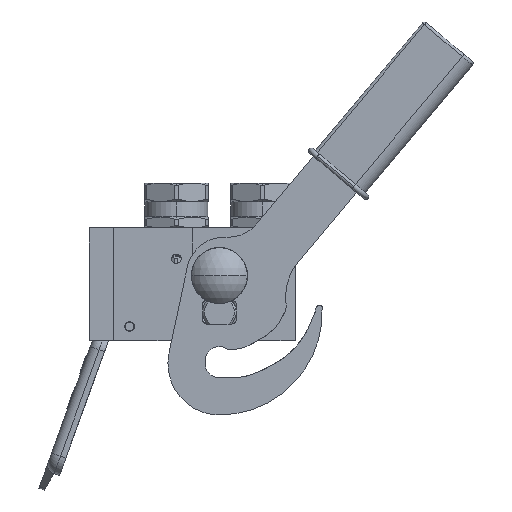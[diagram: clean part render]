
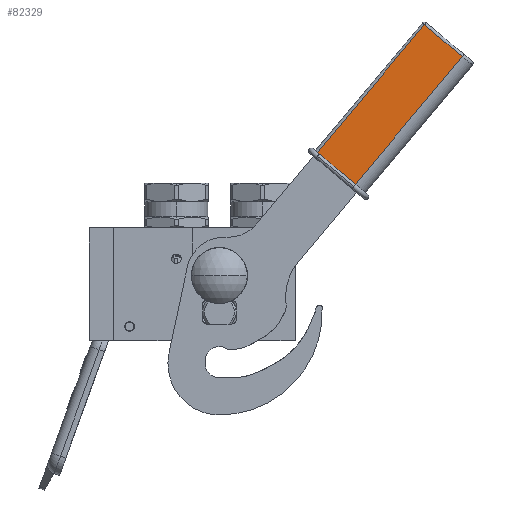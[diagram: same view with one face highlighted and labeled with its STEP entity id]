
A CAD part, front view. The second image highlights one B-rep face of the part: STEP entity #82329.
In plain terms, the highlighted face is planar.
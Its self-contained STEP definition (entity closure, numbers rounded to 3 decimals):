
#3500 = EDGE_LOOP ( 'NONE', ( #60142, #15309, #38503, #108733 ) ) ;
#7270 = LINE ( 'NONE', #16131, #36487 ) ;
#13073 = DIRECTION ( 'NONE',  ( 0., 0., -1. ) ) ;
#15309 = ORIENTED_EDGE ( 'NONE', *, *, #34524, .T. ) ;
#16131 = CARTESIAN_POINT ( 'NONE',  ( 8., 92., 16. ) ) ;
#16153 = VERTEX_POINT ( 'NONE', #83847 ) ;
#16423 = LINE ( 'NONE', #116533, #77982 ) ;
#17521 = CARTESIAN_POINT ( 'NONE',  ( 8., 3., -10.5 ) ) ;
#34524 = EDGE_CURVE ( 'NONE', #51357, #16153, #7270, .T. ) ;
#36487 = VECTOR ( 'NONE', #91082, 1000. ) ;
#38503 = ORIENTED_EDGE ( 'NONE', *, *, #72939, .T. ) ;
#40856 = CARTESIAN_POINT ( 'NONE',  ( 8., 3., 16. ) ) ;
#42820 = DIRECTION ( 'NONE',  ( 0., 1., 0. ) ) ;
#43833 = PLANE ( 'NONE',  #56736 ) ;
#47502 = EDGE_CURVE ( 'NONE', #94220, #90114, #119619, .T. ) ;
#49813 = CARTESIAN_POINT ( 'NONE',  ( 8., 3., -10.5 ) ) ;
#51357 = VERTEX_POINT ( 'NONE', #88784 ) ;
#52807 = EDGE_CURVE ( 'NONE', #51357, #90114, #16423, .T. ) ;
#56465 = CARTESIAN_POINT ( 'NONE',  ( 8., 0., 17.5 ) ) ;
#56736 = AXIS2_PLACEMENT_3D ( 'NONE', #56465, #110923, #93786 ) ;
#60142 = ORIENTED_EDGE ( 'NONE', *, *, #52807, .F. ) ;
#60459 = DIRECTION ( 'NONE',  ( 0., 0., -1. ) ) ;
#70599 = CARTESIAN_POINT ( 'NONE',  ( 8., 92., -10.5 ) ) ;
#72814 = VECTOR ( 'NONE', #42820, 1000. ) ;
#72939 = EDGE_CURVE ( 'NONE', #16153, #94220, #72942, .T. ) ;
#72942 = LINE ( 'NONE', #40856, #92010 ) ;
#77982 = VECTOR ( 'NONE', #60459, 1000. ) ;
#82329 = ADVANCED_FACE ( 'NONE', ( #104819 ), #43833, .T. ) ;
#83847 = CARTESIAN_POINT ( 'NONE',  ( 8., 3., 16. ) ) ;
#88784 = CARTESIAN_POINT ( 'NONE',  ( 8., 92., 16. ) ) ;
#90114 = VERTEX_POINT ( 'NONE', #70599 ) ;
#91082 = DIRECTION ( 'NONE',  ( 0., -1., 0. ) ) ;
#92010 = VECTOR ( 'NONE', #13073, 1000. ) ;
#93786 = DIRECTION ( 'NONE',  ( 0., 0., -1. ) ) ;
#94220 = VERTEX_POINT ( 'NONE', #17521 ) ;
#104819 = FACE_OUTER_BOUND ( 'NONE', #3500, .T. ) ;
#108733 = ORIENTED_EDGE ( 'NONE', *, *, #47502, .T. ) ;
#110923 = DIRECTION ( 'NONE',  ( 1., 0., 0. ) ) ;
#116533 = CARTESIAN_POINT ( 'NONE',  ( 8., 92., 16. ) ) ;
#119619 = LINE ( 'NONE', #49813, #72814 ) ;
